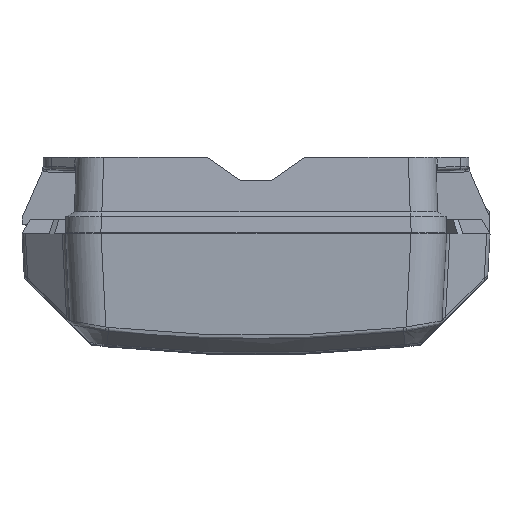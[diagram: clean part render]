
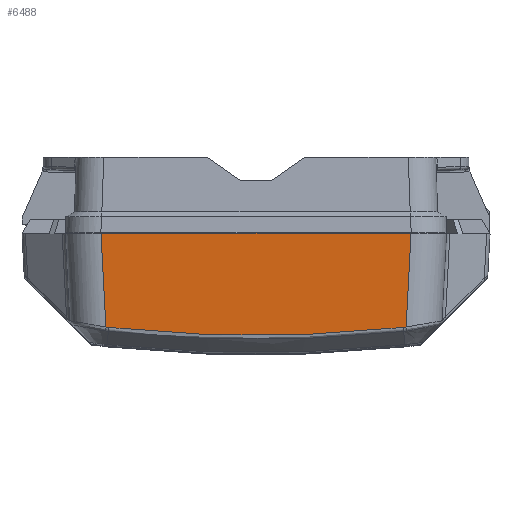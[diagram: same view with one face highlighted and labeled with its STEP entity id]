
A CAD part, top view. The second image highlights one B-rep face of the part: STEP entity #6488.
In plain terms, the highlighted face is planar.
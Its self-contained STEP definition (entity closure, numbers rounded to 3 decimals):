
#1627 = ORIENTED_EDGE ( 'NONE', *, *, #100029, .T. ) ;
#2164 = CARTESIAN_POINT ( 'NONE',  ( -20.778, 21.678, -55.464 ) ) ;
#3769 = CARTESIAN_POINT ( 'NONE',  ( 32.119, 20.656, -55.517 ) ) ;
#3929 = B_SPLINE_CURVE_WITH_KNOTS ( 'NONE', 3,
 ( #88966, #77603, #97883, #2164, #96623, #118095, #116230, #42733, #108621, #21811, #14792, #80081, #31966, #41508, #52840, #92118 ),
 .UNSPECIFIED., .F., .F.,
 ( 4, 1, 1, 2, 2, 1, 1, 2, 2, 4 ),
 ( 0., 0.125, 0.187, 0.219, 0.25, 0.375, 0.437, 0.469, 0.5, 1. ),
 .UNSPECIFIED. ) ;
#6488 = ADVANCED_FACE ( 'NONE', ( #107367 ), #118712, .T. ) ;
#11023 = CARTESIAN_POINT ( 'NONE',  ( -41.6, 0., -56.6 ) ) ;
#12038 = CARTESIAN_POINT ( 'NONE',  ( 32.783, 20.558, -55.523 ) ) ;
#14792 = CARTESIAN_POINT ( 'NONE',  ( -2.683, 22.388, -55.427 ) ) ;
#14795 = DIRECTION ( 'NONE',  ( 0.052, -0.997, -0.052 ) ) ;
#21811 = CARTESIAN_POINT ( 'NONE',  ( -4.694, 22.368, -55.428 ) ) ;
#22092 = DIRECTION ( 'NONE',  ( 0.052, 0.997, 0.052 ) ) ;
#22795 = CARTESIAN_POINT ( 'NONE',  ( 32.783, 20.558, -55.523 ) ) ;
#27817 = AXIS2_PLACEMENT_3D ( 'NONE', #11023, #31961, #29464 ) ;
#29464 = DIRECTION ( 'NONE',  ( 0., 0.999, 0.052 ) ) ;
#31961 = DIRECTION ( 'NONE',  ( 0., 0.052, -0.999 ) ) ;
#31966 = CARTESIAN_POINT ( 'NONE',  ( -0.673, 22.4, -55.426 ) ) ;
#32173 = CARTESIAN_POINT ( 'NONE',  ( 33.853, 0.15, -56.592 ) ) ;
#34669 = EDGE_CURVE ( 'NONE', #124272, #67361, #63361, .T. ) ;
#36371 = ORIENTED_EDGE ( 'NONE', *, *, #98052, .T. ) ;
#37440 = VECTOR ( 'NONE', #14795, 1000. ) ;
#38398 = VERTEX_POINT ( 'NONE', #55330 ) ;
#41508 = CARTESIAN_POINT ( 'NONE',  ( 10.77, 22.4, -55.426 ) ) ;
#42707 = CARTESIAN_POINT ( 'NONE',  ( -41.6, 0.15, -56.592 ) ) ;
#42733 = CARTESIAN_POINT ( 'NONE',  ( -13.405, 22.109, -55.441 ) ) ;
#43685 = CARTESIAN_POINT ( 'NONE',  ( 32.562, 20.6, -55.52 ) ) ;
#52402 = VECTOR ( 'NONE', #22092, 1000. ) ;
#52840 = CARTESIAN_POINT ( 'NONE',  ( 21.476, 21.819, -55.457 ) ) ;
#52954 = CARTESIAN_POINT ( 'NONE',  ( -32.562, 20.6, -55.52 ) ) ;
#53865 = EDGE_LOOP ( 'NONE', ( #1627, #104970, #36371, #91999, #95834, #72999 ) ) ;
#55330 = CARTESIAN_POINT ( 'NONE',  ( -32.119, 20.656, -55.517 ) ) ;
#57173 = CARTESIAN_POINT ( 'NONE',  ( -32.783, 20.558, -55.523 ) ) ;
#59678 = B_SPLINE_CURVE_WITH_KNOTS ( 'NONE', 3,
 ( #63068, #52954, #119459, #81432 ),
 .UNSPECIFIED., .F., .F.,
 ( 4, 4 ),
 ( 0., 1. ),
 .UNSPECIFIED. ) ;
#59919 = VECTOR ( 'NONE', #71830, 1000. ) ;
#62649 = CARTESIAN_POINT ( 'NONE',  ( 32.34, 20.632, -55.519 ) ) ;
#63068 = CARTESIAN_POINT ( 'NONE',  ( -32.783, 20.558, -55.523 ) ) ;
#63361 = B_SPLINE_CURVE_WITH_KNOTS ( 'NONE', 3,
 ( #3769, #62649, #43685, #22795 ),
 .UNSPECIFIED., .F., .F.,
 ( 4, 4 ),
 ( 0., 1. ),
 .UNSPECIFIED. ) ;
#67361 = VERTEX_POINT ( 'NONE', #12038 ) ;
#68478 = VERTEX_POINT ( 'NONE', #32173 ) ;
#71830 = DIRECTION ( 'NONE',  ( -1., 0., 0. ) ) ;
#72999 = ORIENTED_EDGE ( 'NONE', *, *, #94463, .T. ) ;
#77603 = CARTESIAN_POINT ( 'NONE',  ( -29.46, 20.947, -55.502 ) ) ;
#80081 = CARTESIAN_POINT ( 'NONE',  ( -1.341, 22.397, -55.426 ) ) ;
#81432 = CARTESIAN_POINT ( 'NONE',  ( -32.119, 20.656, -55.517 ) ) ;
#88966 = CARTESIAN_POINT ( 'NONE',  ( -32.119, 20.656, -55.517 ) ) ;
#90315 = EDGE_CURVE ( 'NONE', #67361, #68478, #90856, .T. ) ;
#90832 = LINE ( 'NONE', #42707, #59919 ) ;
#90856 = LINE ( 'NONE', #101619, #37440 ) ;
#91999 = ORIENTED_EDGE ( 'NONE', *, *, #34669, .T. ) ;
#92118 = CARTESIAN_POINT ( 'NONE',  ( 32.119, 20.656, -55.517 ) ) ;
#94463 = EDGE_CURVE ( 'NONE', #68478, #121248, #90832, .T. ) ;
#94655 = VERTEX_POINT ( 'NONE', #57173 ) ;
#95834 = ORIENTED_EDGE ( 'NONE', *, *, #90315, .T. ) ;
#96623 = CARTESIAN_POINT ( 'NONE',  ( -18.767, 21.807, -55.457 ) ) ;
#97883 = CARTESIAN_POINT ( 'NONE',  ( -25.461, 21.328, -55.482 ) ) ;
#98052 = EDGE_CURVE ( 'NONE', #38398, #124272, #3929, .T. ) ;
#100029 = EDGE_CURVE ( 'NONE', #121248, #94655, #108903, .T. ) ;
#101619 = CARTESIAN_POINT ( 'NONE',  ( 33.654, 3.933, -56.394 ) ) ;
#104970 = ORIENTED_EDGE ( 'NONE', *, *, #120668, .T. ) ;
#105959 = CARTESIAN_POINT ( 'NONE',  ( -33.853, 0.15, -56.592 ) ) ;
#107367 = FACE_OUTER_BOUND ( 'NONE', #53865, .T. ) ;
#108621 = CARTESIAN_POINT ( 'NONE',  ( -9.387, 22.273, -55.433 ) ) ;
#108903 = LINE ( 'NONE', #109524, #52402 ) ;
#109524 = CARTESIAN_POINT ( 'NONE',  ( -33.882, -0.403, -56.621 ) ) ;
#116230 = CARTESIAN_POINT ( 'NONE',  ( -16.752, 21.928, -55.451 ) ) ;
#118095 = CARTESIAN_POINT ( 'NONE',  ( -17.425, 21.889, -55.453 ) ) ;
#118712 = PLANE ( 'NONE',  #27817 ) ;
#119459 = CARTESIAN_POINT ( 'NONE',  ( -32.34, 20.632, -55.519 ) ) ;
#120668 = EDGE_CURVE ( 'NONE', #94655, #38398, #59678, .T. ) ;
#121248 = VERTEX_POINT ( 'NONE', #105959 ) ;
#124272 = VERTEX_POINT ( 'NONE', #125232 ) ;
#125232 = CARTESIAN_POINT ( 'NONE',  ( 32.119, 20.656, -55.517 ) ) ;
